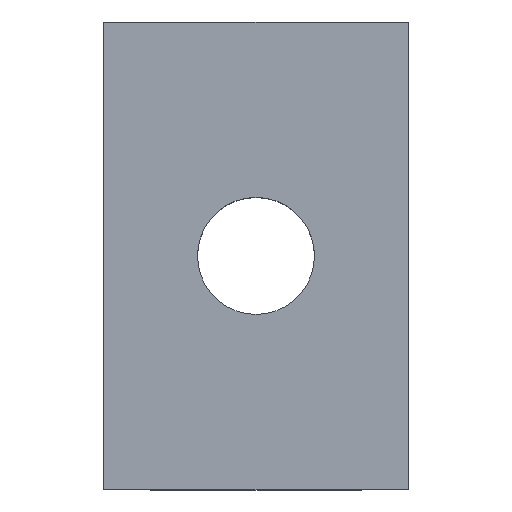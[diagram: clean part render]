
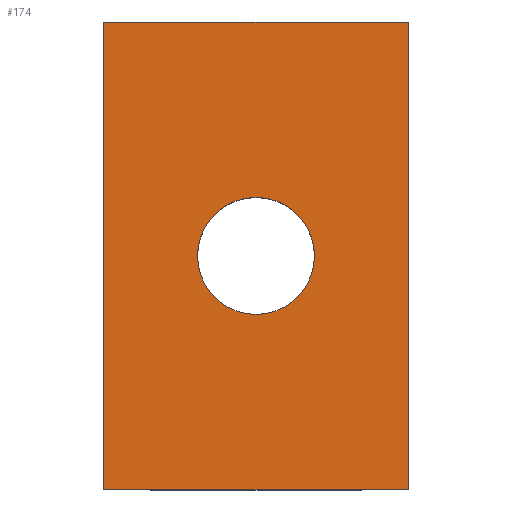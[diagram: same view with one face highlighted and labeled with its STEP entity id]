
A CAD part, top view. The second image highlights one B-rep face of the part: STEP entity #174.
In plain terms, the highlighted planar face has unit normal (0, 0, 1).
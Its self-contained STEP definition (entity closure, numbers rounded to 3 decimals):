
#18=CARTESIAN_POINT('',(0.0,-2.5,5.));
#19=VERTEX_POINT('',#18);
#26=CARTESIAN_POINT('',(0.0,2.5,5.));
#27=VERTEX_POINT('',#26);
#28=CARTESIAN_POINT('',(0.0,0.,5.));
#29=DIRECTION('',(0.0,0.,1.0));
#30=DIRECTION('',(0.0,-1.0,0.));
#31=AXIS2_PLACEMENT_3D('',#28,#29,#30);
#32=CIRCLE('',#31,2.5);
#33=EDGE_CURVE('',#19,#27,#32,.T.);
#101=CARTESIAN_POINT('',(6.5,-10.0,5.));
#102=VERTEX_POINT('',#101);
#117=CARTESIAN_POINT('',(6.5,10.0,5.));
#118=VERTEX_POINT('',#117);
#125=CARTESIAN_POINT('',(6.5,10.0,5.));
#126=DIRECTION('',(0.0,-1.0,0.0));
#127=VECTOR('',#126,20.0);
#128=LINE('',#125,#127);
#129=EDGE_CURVE('',#118,#102,#128,.T.);
#134=CARTESIAN_POINT('',(-7.15,11.0,5.));
#135=DIRECTION('',(0.0,0.0,1.0));
#136=DIRECTION('',(0.0,-1.0,0.0));
#137=AXIS2_PLACEMENT_3D('',#134,#135,#136);
#138=PLANE('',#137);
#139=CARTESIAN_POINT('',(-6.5,-10.0,5.));
#140=VERTEX_POINT('',#139);
#141=CARTESIAN_POINT('',(6.5,-10.0,5.));
#142=DIRECTION('',(-1.0,0.0,0.0));
#143=VECTOR('',#142,13.);
#144=LINE('',#141,#143);
#145=EDGE_CURVE('',#102,#140,#144,.T.);
#146=ORIENTED_EDGE('',*,*,#145,.F.);
#147=ORIENTED_EDGE('',*,*,#129,.F.);
#148=CARTESIAN_POINT('',(-6.5,10.0,5.));
#149=VERTEX_POINT('',#148);
#150=CARTESIAN_POINT('',(6.5,10.0,5.));
#151=DIRECTION('',(-1.0,0.0,0.0));
#152=VECTOR('',#151,13.);
#153=LINE('',#150,#152);
#154=EDGE_CURVE('',#118,#149,#153,.T.);
#155=ORIENTED_EDGE('',*,*,#154,.T.);
#156=CARTESIAN_POINT('',(-6.5,10.0,5.));
#157=DIRECTION('',(0.0,-1.0,0.0));
#158=VECTOR('',#157,20.0);
#159=LINE('',#156,#158);
#160=EDGE_CURVE('',#149,#140,#159,.T.);
#161=ORIENTED_EDGE('',*,*,#160,.T.);
#162=EDGE_LOOP('',(#146,#147,#155,#161));
#163=FACE_OUTER_BOUND('',#162,.T.);
#164=CARTESIAN_POINT('',(0.0,0.,5.));
#165=DIRECTION('',(0.0,0.,1.0));
#166=DIRECTION('',(0.0,-1.0,0.));
#167=AXIS2_PLACEMENT_3D('',#164,#165,#166);
#168=CIRCLE('',#167,2.5);
#169=EDGE_CURVE('',#27,#19,#168,.T.);
#170=ORIENTED_EDGE('',*,*,#169,.F.);
#171=ORIENTED_EDGE('',*,*,#33,.F.);
#172=EDGE_LOOP('',(#170,#171));
#173=FACE_BOUND('',#172,.T.);
#174=ADVANCED_FACE('',(#163,#173),#138,.T.);
